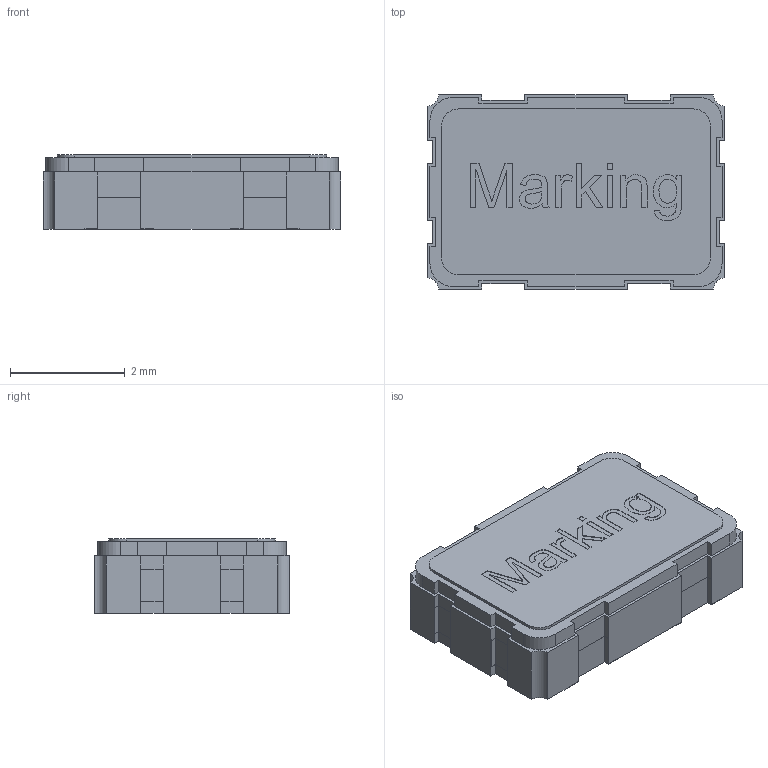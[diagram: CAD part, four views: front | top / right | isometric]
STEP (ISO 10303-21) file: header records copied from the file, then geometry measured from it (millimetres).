
FILE_DESCRIPTION(/* description */ ('Unknown'),/* implementation_level */ '2;1');
FILE_NAME(/* name */ 'FrqSPXO_CFPS-9',/* time_stamp */ '2018-09-04T11:02:53+02:00',/* author */ ('Unknown'),/* organization */ ('Unknown'),/* preprocessor_version */ 'ST-DEVELOPER v16.7',/* originating_system */ 'DEX',/* authorisation */ $);
FILE_SCHEMA (('AUTOMOTIVE_DESIGN {1 0 10303 214 3 1 1}'));
Length unit declared in the file: millimetre
Products named in the file (4): CFPS-9; Body; Pins; Cover
Assembly tree (3 placements, depth 2):
  CFPS-9
    Body
    Pins
    Cover
Bounding box: 5.2 x 3.4 x 1.3 mm (x, y, z)
Volume: 21.8 mm3; surface area: 117.7 mm2
Topology: 10 solids, 10 shells, 303 faces, 808 edges, 536 vertices
Faces by surface type: plane 275, bspline 16, cylinder 12
Entity records: 11342 total; most frequent: CARTESIAN_POINT 2540, ORIENTED_EDGE 1614, DIRECTION 1289, EDGE_CURVE 807, LINE 659, VECTOR 659, VERTEX_POINT 536, EDGE_LOOP 315
